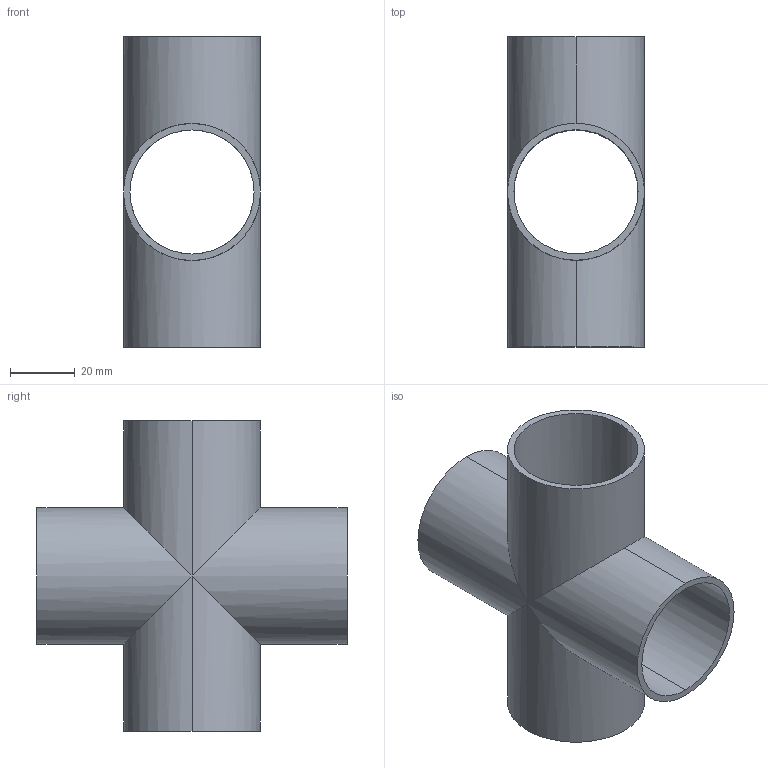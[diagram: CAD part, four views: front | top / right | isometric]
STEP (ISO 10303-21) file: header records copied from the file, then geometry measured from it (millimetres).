
FILE_DESCRIPTION (( 'STEP AP203' ), '1' );
FILE_NAME ('55171-240.STEP', '2016-01-25T09:54:00', ( '' ), ( '' ), 'SwSTEP 2.0', 'SolidWorks 2015', '' );
FILE_SCHEMA (( 'CONFIG_CONTROL_DESIGN' ));
Length unit declared in the file: millimetre
Products named in the file (1): 55171-240
Bounding box: 42.4 x 96 x 96 mm (x, y, z)
Volume: 35668.9 mm3; surface area: 36672.5 mm2
Topology: 1 solids, 1 shells, 237 faces, 635 edges, 412 vertices
Faces by surface type: plane 111, bspline 79, cylinder 47
Entity records: 10630 total; most frequent: CARTESIAN_POINT 5232, ORIENTED_EDGE 1270, DIRECTION 845, EDGE_CURVE 635, VERTEX_POINT 412, VECTOR 315, LINE 315, AXIS2_PLACEMENT_3D 265
